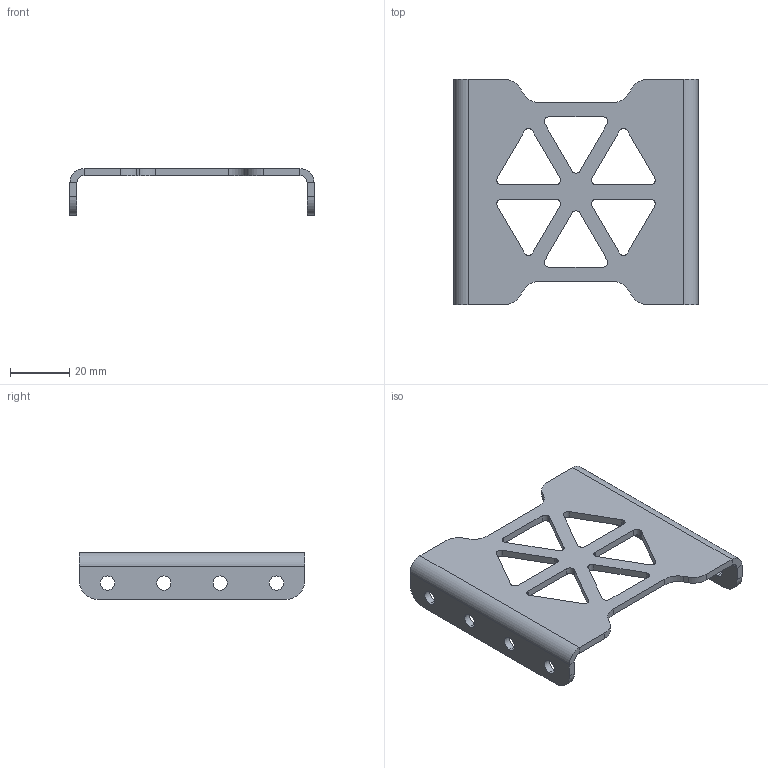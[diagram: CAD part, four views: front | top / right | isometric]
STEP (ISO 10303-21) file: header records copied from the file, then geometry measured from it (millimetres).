
FILE_DESCRIPTION (( 'STEP AP203' ), '1' );
FILE_NAME ('P05.STEP', '2015-04-13T17:44:57', ( '' ), ( '' ), 'SwSTEP 2.0', 'SolidWorks 2014', '' );
FILE_SCHEMA (( 'CONFIG_CONTROL_DESIGN' ));
Length unit declared in the file: inch
Products named in the file (1): P05
Bounding box: 82.55 x 76.2 x 15.88 mm (x, y, z)
Volume: 14063.3 mm3; surface area: 13903.4 mm2
Topology: 1 solids, 1 shells, 100 faces, 278 edges, 180 vertices
Faces by surface type: cylinder 56, plane 44
Entity records: 3361 total; most frequent: DIRECTION 592, CARTESIAN_POINT 559, ORIENTED_EDGE 556, EDGE_CURVE 278, AXIS2_PLACEMENT_3D 213, VERTEX_POINT 180, LINE 166, VECTOR 166
